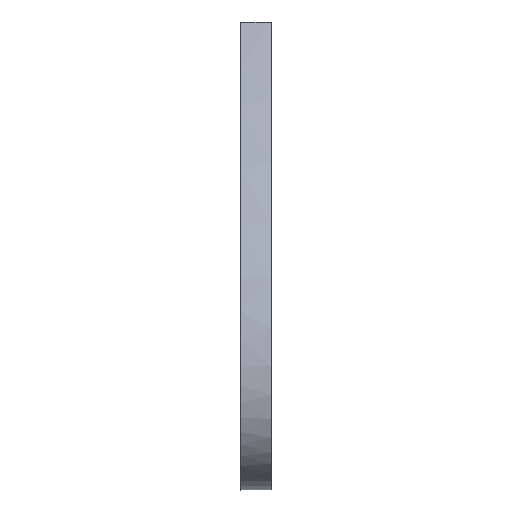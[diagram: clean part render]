
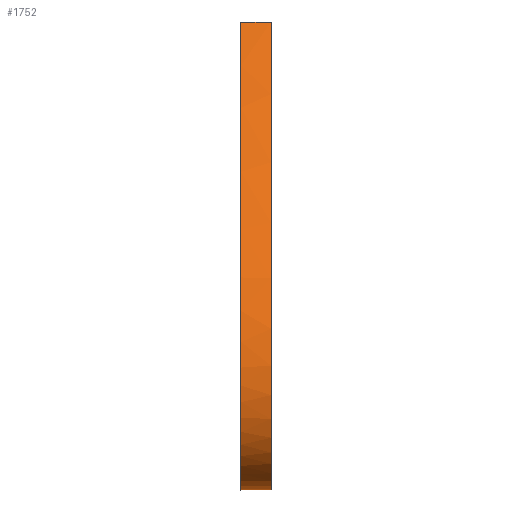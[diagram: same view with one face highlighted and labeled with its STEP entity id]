
A CAD part, left-side view. The second image highlights one B-rep face of the part: STEP entity #1752.
In plain terms, the highlighted free-form (B-spline) face has degree [3, 1] with [19, 2] control points.
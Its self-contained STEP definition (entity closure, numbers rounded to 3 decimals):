
#52=B_SPLINE_SURFACE_WITH_KNOTS('',3,1,((#8246,#8247),(#8248,#8249),(#8250,
#8251),(#8252,#8253),(#8254,#8255),(#8256,#8257),(#8258,#8259),(#8260,#8261),
(#8262,#8263),(#8264,#8265),(#8266,#8267),(#8268,#8269),(#8270,#8271),(#8272,
#8273),(#8274,#8275),(#8276,#8277),(#8278,#8279),(#8280,#8281),(#8282,#8283)),
 .UNSPECIFIED.,.F.,.F.,.F.,(4,3,3,3,3,3,4),(2,2),(-1.003,-1.,
-0.874,-0.594,-0.417,-0.25,-0.009),
(-0.6,0.1),.UNSPECIFIED.);
#147=FACE_OUTER_BOUND('',#249,.T.);
#249=EDGE_LOOP('',(#1554,#1555,#1556,#1557));
#419=B_SPLINE_CURVE_WITH_KNOTS('',3,(#4696,#4697,#4698,#4699,#4700,#4701,
#4702,#4703,#4704,#4705,#4706,#4707,#4708,#4709,#4710,#4711,#4712,#4713,
#4714),.UNSPECIFIED.,.F.,.F.,(4,3,3,3,3,3,4),(0.,10.596,17.935,
25.738,38.048,43.602,43.719),
 .UNSPECIFIED.);
#455=B_SPLINE_CURVE_WITH_KNOTS('',3,(#8284,#8285,#8286,#8287,#8288,#8289,
#8290,#8291,#8292,#8293,#8294,#8295,#8296,#8297,#8298,#8299,#8300,#8301,
#8302),.UNSPECIFIED.,.F.,.F.,(4,3,3,3,3,3,4),(-1.003,-1.,-0.874,
-0.594,-0.417,-0.25,-0.009),
 .UNSPECIFIED.);
#526=LINE('',#8224,#598);
#527=LINE('',#8245,#599);
#598=VECTOR('',#2162,10.);
#599=VECTOR('',#2163,10.);
#764=VERTEX_POINT('',#4675);
#765=VERTEX_POINT('',#4676);
#776=VERTEX_POINT('',#8223);
#777=VERTEX_POINT('',#8225);
#993=EDGE_CURVE('',#765,#764,#419,.T.);
#1042=EDGE_CURVE('',#776,#764,#526,.T.);
#1044=EDGE_CURVE('',#765,#777,#527,.T.);
#1045=EDGE_CURVE('',#776,#777,#455,.T.);
#1554=ORIENTED_EDGE('',*,*,#1044,.T.);
#1555=ORIENTED_EDGE('',*,*,#1045,.F.);
#1556=ORIENTED_EDGE('',*,*,#1042,.T.);
#1557=ORIENTED_EDGE('',*,*,#993,.F.);
#1752=ADVANCED_FACE('',(#147),#52,.T.);
#2162=DIRECTION('',(0.,1.,0.));
#2163=DIRECTION('',(0.,-1.,0.));
#4675=CARTESIAN_POINT('',(0.,6.,81.631));
#4676=CARTESIAN_POINT('',(0.,6.,-2.364));
#4696=CARTESIAN_POINT('Ctrl Pts',(0.,6.,-2.364));
#4697=CARTESIAN_POINT('Ctrl Pts',(-9.347,6.,-17.016));
#4698=CARTESIAN_POINT('Ctrl Pts',(-20.165,6.,-24.835));
#4699=CARTESIAN_POINT('Ctrl Pts',(-29.933,6.,-26.895));
#4700=CARTESIAN_POINT('Ctrl Pts',(-36.699,6.,-28.321));
#4701=CARTESIAN_POINT('Ctrl Pts',(-42.979,6.,-26.926));
#4702=CARTESIAN_POINT('Ctrl Pts',(-47.639,6.,-23.091));
#4703=CARTESIAN_POINT('Ctrl Pts',(-52.592,6.,-19.014));
#4704=CARTESIAN_POINT('Ctrl Pts',(-55.653,6.,-12.263));
#4705=CARTESIAN_POINT('Ctrl Pts',(-55.851,6.,-3.588));
#4706=CARTESIAN_POINT('Ctrl Pts',(-56.163,6.,10.1));
#4707=CARTESIAN_POINT('Ctrl Pts',(-49.459,6.,28.655));
#4708=CARTESIAN_POINT('Ctrl Pts',(-31.798,6.,50.184));
#4709=CARTESIAN_POINT('Ctrl Pts',(-23.83,6.,59.896));
#4710=CARTESIAN_POINT('Ctrl Pts',(-13.625,6.,70.214));
#4711=CARTESIAN_POINT('Ctrl Pts',(-0.803,6.,80.958));
#4712=CARTESIAN_POINT('Ctrl Pts',(-0.535,6.,81.182));
#4713=CARTESIAN_POINT('Ctrl Pts',(-0.268,6.,81.407));
#4714=CARTESIAN_POINT('Ctrl Pts',(0.,6.,81.631));
#8223=CARTESIAN_POINT('',(0.,-1.,81.631));
#8224=CARTESIAN_POINT('',(0.,0.,81.631));
#8225=CARTESIAN_POINT('',(0.,-1.,-2.364));
#8245=CARTESIAN_POINT('',(0.,0.,-2.364));
#8246=CARTESIAN_POINT('Ctrl Pts',(0.,6.,81.631));
#8247=CARTESIAN_POINT('Ctrl Pts',(0.,-1.,81.631));
#8248=CARTESIAN_POINT('Ctrl Pts',(-0.268,6.,81.407));
#8249=CARTESIAN_POINT('Ctrl Pts',(-0.268,-1.,81.407));
#8250=CARTESIAN_POINT('Ctrl Pts',(-0.535,6.,81.182));
#8251=CARTESIAN_POINT('Ctrl Pts',(-0.535,-1.,81.182));
#8252=CARTESIAN_POINT('Ctrl Pts',(-0.803,6.,80.958));
#8253=CARTESIAN_POINT('Ctrl Pts',(-0.803,-1.,80.958));
#8254=CARTESIAN_POINT('Ctrl Pts',(-13.625,6.,70.214));
#8255=CARTESIAN_POINT('Ctrl Pts',(-13.625,-1.,70.214));
#8256=CARTESIAN_POINT('Ctrl Pts',(-23.83,6.,59.896));
#8257=CARTESIAN_POINT('Ctrl Pts',(-23.83,-1.,59.896));
#8258=CARTESIAN_POINT('Ctrl Pts',(-31.798,6.,50.184));
#8259=CARTESIAN_POINT('Ctrl Pts',(-31.798,-1.,50.184));
#8260=CARTESIAN_POINT('Ctrl Pts',(-49.459,6.,28.655));
#8261=CARTESIAN_POINT('Ctrl Pts',(-49.459,-1.,28.655));
#8262=CARTESIAN_POINT('Ctrl Pts',(-56.163,6.,10.1));
#8263=CARTESIAN_POINT('Ctrl Pts',(-56.163,-1.,10.1));
#8264=CARTESIAN_POINT('Ctrl Pts',(-55.851,6.,-3.588));
#8265=CARTESIAN_POINT('Ctrl Pts',(-55.851,-1.,-3.588));
#8266=CARTESIAN_POINT('Ctrl Pts',(-55.653,6.,-12.263));
#8267=CARTESIAN_POINT('Ctrl Pts',(-55.653,-1.,-12.263));
#8268=CARTESIAN_POINT('Ctrl Pts',(-52.592,6.,-19.014));
#8269=CARTESIAN_POINT('Ctrl Pts',(-52.592,-1.,-19.014));
#8270=CARTESIAN_POINT('Ctrl Pts',(-47.639,6.,-23.091));
#8271=CARTESIAN_POINT('Ctrl Pts',(-47.639,-1.,-23.091));
#8272=CARTESIAN_POINT('Ctrl Pts',(-42.979,6.,-26.926));
#8273=CARTESIAN_POINT('Ctrl Pts',(-42.979,-1.,-26.926));
#8274=CARTESIAN_POINT('Ctrl Pts',(-36.699,6.,-28.321));
#8275=CARTESIAN_POINT('Ctrl Pts',(-36.699,-1.,-28.321));
#8276=CARTESIAN_POINT('Ctrl Pts',(-29.933,6.,-26.895));
#8277=CARTESIAN_POINT('Ctrl Pts',(-29.933,-1.,-26.895));
#8278=CARTESIAN_POINT('Ctrl Pts',(-20.165,6.,-24.835));
#8279=CARTESIAN_POINT('Ctrl Pts',(-20.165,-1.,-24.835));
#8280=CARTESIAN_POINT('Ctrl Pts',(-9.347,6.,-17.016));
#8281=CARTESIAN_POINT('Ctrl Pts',(-9.347,-1.,-17.016));
#8282=CARTESIAN_POINT('Ctrl Pts',(0.,6.,-2.364));
#8283=CARTESIAN_POINT('Ctrl Pts',(0.,-1.,-2.364));
#8284=CARTESIAN_POINT('Ctrl Pts',(0.,-1.,81.631));
#8285=CARTESIAN_POINT('Ctrl Pts',(-0.268,-1.,81.407));
#8286=CARTESIAN_POINT('Ctrl Pts',(-0.535,-1.,81.182));
#8287=CARTESIAN_POINT('Ctrl Pts',(-0.803,-1.,80.958));
#8288=CARTESIAN_POINT('Ctrl Pts',(-13.625,-1.,70.214));
#8289=CARTESIAN_POINT('Ctrl Pts',(-23.83,-1.,59.896));
#8290=CARTESIAN_POINT('Ctrl Pts',(-31.798,-1.,50.184));
#8291=CARTESIAN_POINT('Ctrl Pts',(-49.459,-1.,28.655));
#8292=CARTESIAN_POINT('Ctrl Pts',(-56.163,-1.,10.1));
#8293=CARTESIAN_POINT('Ctrl Pts',(-55.851,-1.,-3.588));
#8294=CARTESIAN_POINT('Ctrl Pts',(-55.653,-1.,-12.263));
#8295=CARTESIAN_POINT('Ctrl Pts',(-52.592,-1.,-19.014));
#8296=CARTESIAN_POINT('Ctrl Pts',(-47.639,-1.,-23.091));
#8297=CARTESIAN_POINT('Ctrl Pts',(-42.979,-1.,-26.926));
#8298=CARTESIAN_POINT('Ctrl Pts',(-36.699,-1.,-28.321));
#8299=CARTESIAN_POINT('Ctrl Pts',(-29.933,-1.,-26.895));
#8300=CARTESIAN_POINT('Ctrl Pts',(-20.165,-1.,-24.835));
#8301=CARTESIAN_POINT('Ctrl Pts',(-9.347,-1.,-17.016));
#8302=CARTESIAN_POINT('Ctrl Pts',(0.,-1.,-2.364));
